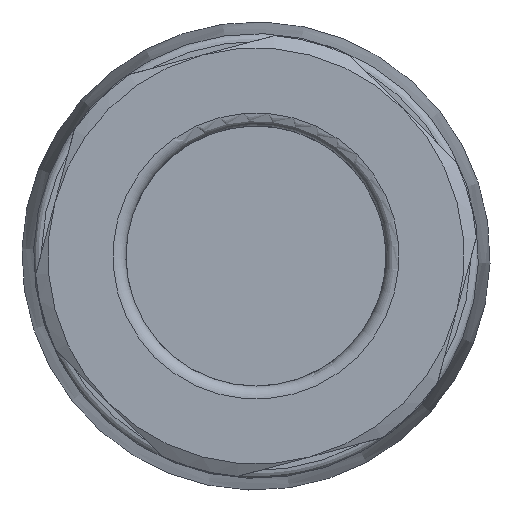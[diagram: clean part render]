
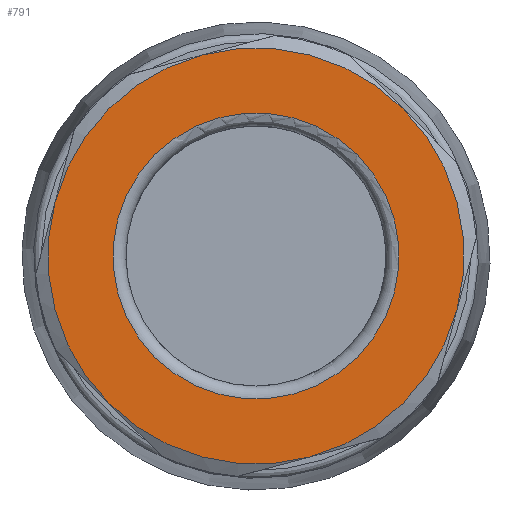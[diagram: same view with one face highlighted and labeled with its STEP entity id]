
A CAD part, front view. The second image highlights one B-rep face of the part: STEP entity #791.
In plain terms, the highlighted planar face has unit normal (0, -1, 0).
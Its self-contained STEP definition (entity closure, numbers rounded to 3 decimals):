
#684=PLANE('',#2532);
#791=ADVANCED_FACE('',(#978,#979),#684,.T.);
#978=FACE_BOUND('',#1205,.T.);
#979=FACE_BOUND('',#1206,.T.);
#1205=EDGE_LOOP('',(#1595));
#1206=EDGE_LOOP('',(#1596,#1597,#1598,#1599,#1600,#1601));
#1595=ORIENTED_EDGE('',*,*,#2173,.T.);
#1596=ORIENTED_EDGE('',*,*,#2144,.T.);
#1597=ORIENTED_EDGE('',*,*,#2146,.T.);
#1598=ORIENTED_EDGE('',*,*,#2154,.T.);
#1599=ORIENTED_EDGE('',*,*,#2158,.T.);
#1600=ORIENTED_EDGE('',*,*,#2164,.T.);
#1601=ORIENTED_EDGE('',*,*,#2170,.T.);
#1930=VERTEX_POINT('',#4175);
#1931=VERTEX_POINT('',#4177);
#1932=VERTEX_POINT('',#4184);
#1935=VERTEX_POINT('',#4208);
#1938=VERTEX_POINT('',#4218);
#1941=VERTEX_POINT('',#4235);
#1944=VERTEX_POINT('',#4262);
#2144=EDGE_CURVE('',#1931,#1930,#2330,.T.);
#2146=EDGE_CURVE('',#1930,#1932,#2331,.T.);
#2154=EDGE_CURVE('',#1932,#1935,#2333,.T.);
#2158=EDGE_CURVE('',#1935,#1938,#2335,.T.);
#2164=EDGE_CURVE('',#1938,#1941,#2337,.T.);
#2170=EDGE_CURVE('',#1941,#1931,#2339,.T.);
#2173=EDGE_CURVE('',#1944,#1944,#2340,.T.);
#2330=CIRCLE('',#2511,8.);
#2331=CIRCLE('',#2513,8.);
#2333=CIRCLE('',#2517,8.);
#2335=CIRCLE('',#2521,8.);
#2337=CIRCLE('',#2525,8.);
#2339=CIRCLE('',#2529,8.);
#2340=CIRCLE('',#2531,5.5);
#2511=AXIS2_PLACEMENT_3D('',#4176,#2917,#2918);
#2513=AXIS2_PLACEMENT_3D('',#4183,#2921,#2922);
#2517=AXIS2_PLACEMENT_3D('',#4209,#2931,#2932);
#2521=AXIS2_PLACEMENT_3D('',#4217,#2941,#2942);
#2525=AXIS2_PLACEMENT_3D('',#4234,#2951,#2952);
#2529=AXIS2_PLACEMENT_3D('',#4251,#2961,#2962);
#2531=AXIS2_PLACEMENT_3D('',#4261,#2965,#2966);
#2532=AXIS2_PLACEMENT_3D('',#4263,#2967,#2968);
#2917=DIRECTION('',(0.,-1.,0.));
#2918=DIRECTION('',(0.707,0.,-0.707));
#2921=DIRECTION('',(0.,-1.,0.));
#2922=DIRECTION('',(0.707,0.,-0.707));
#2931=DIRECTION('',(0.,-1.,0.));
#2932=DIRECTION('',(0.707,0.,-0.707));
#2941=DIRECTION('',(0.,-1.,0.));
#2942=DIRECTION('',(0.707,0.,-0.707));
#2951=DIRECTION('',(0.,-1.,0.));
#2952=DIRECTION('',(0.707,0.,-0.707));
#2961=DIRECTION('',(0.,-1.,0.));
#2962=DIRECTION('',(0.707,0.,-0.707));
#2965=DIRECTION('',(0.,1.,0.));
#2966=DIRECTION('',(0.707,0.,-0.707));
#2967=DIRECTION('',(0.,-1.,0.));
#2968=DIRECTION('',(0.707,0.,-0.707));
#4175=CARTESIAN_POINT('',(28.284,-76.,9.322));
#4176=CARTESIAN_POINT('',(22.627,-76.,3.665));
#4177=CARTESIAN_POINT('',(30.354,-76.,1.594));
#4183=CARTESIAN_POINT('',(22.627,-76.,3.665));
#4184=CARTESIAN_POINT('',(20.556,-76.,11.392));
#4208=CARTESIAN_POINT('',(14.9,-76.,5.735));
#4209=CARTESIAN_POINT('',(22.627,-76.,3.665));
#4217=CARTESIAN_POINT('',(22.627,-76.,3.665));
#4218=CARTESIAN_POINT('',(16.97,-76.,-1.992));
#4234=CARTESIAN_POINT('',(22.627,-76.,3.665));
#4235=CARTESIAN_POINT('',(24.698,-76.,-4.063));
#4251=CARTESIAN_POINT('',(22.627,-76.,3.665));
#4261=CARTESIAN_POINT('',(22.627,-76.,3.665));
#4262=CARTESIAN_POINT('',(26.516,-76.,-0.224));
#4263=CARTESIAN_POINT('',(16.617,-76.,9.675));
